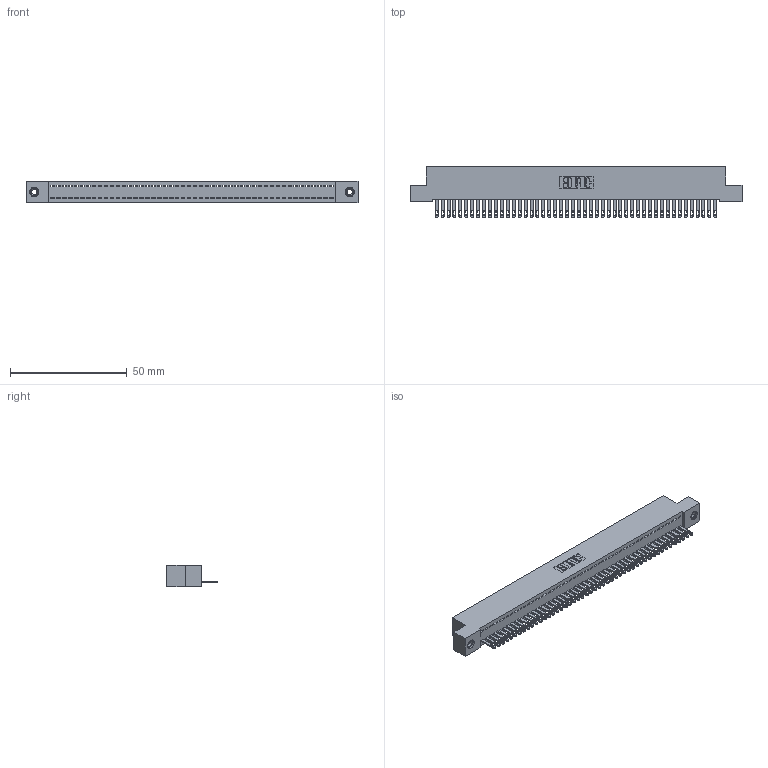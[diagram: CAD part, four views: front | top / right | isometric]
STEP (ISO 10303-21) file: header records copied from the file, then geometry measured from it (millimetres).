
FILE_DESCRIPTION (( 'STEP AP203' ), '1' );
FILE_NAME ('342-048-500-108.STEP', '2018-08-12T17:24:57', ( '' ), ( '' ), 'SwSTEP 2.0', 'SolidWorks 2016', '' );
FILE_SCHEMA (( 'CONFIG_CONTROL_DESIGN' ));
Length unit declared in the file: inch
Products named in the file (4): 342 Part_TI; 345-292-001_345-293-100; 345-250-001_345-250-003-102; 342-048-500-108
Assembly tree (51 placements, depth 2):
  342-048-500-108
    342 Part_TI
    345-292-001_345-293-100  x48
    345-250-001_345-250-003-102  x2
Bounding box: 142.24 x 21.85 x 9.4 mm (x, y, z)
Volume: 12517.7 mm3; surface area: 18606.1 mm2
Topology: 51 solids, 51 shells, 2762 faces, 8499 edges, 5658 vertices
Faces by surface type: plane 1826, cylinder 920, cone 12, torus 4
Entity records: 29552 total; most frequent: CARTESIAN_POINT 5077, ORIENTED_EDGE 5054, DIRECTION 4305, EDGE_CURVE 2527, VECTOR 2375, LINE 2375, VERTEX_POINT 1680, AXIS2_PLACEMENT_3D 965
